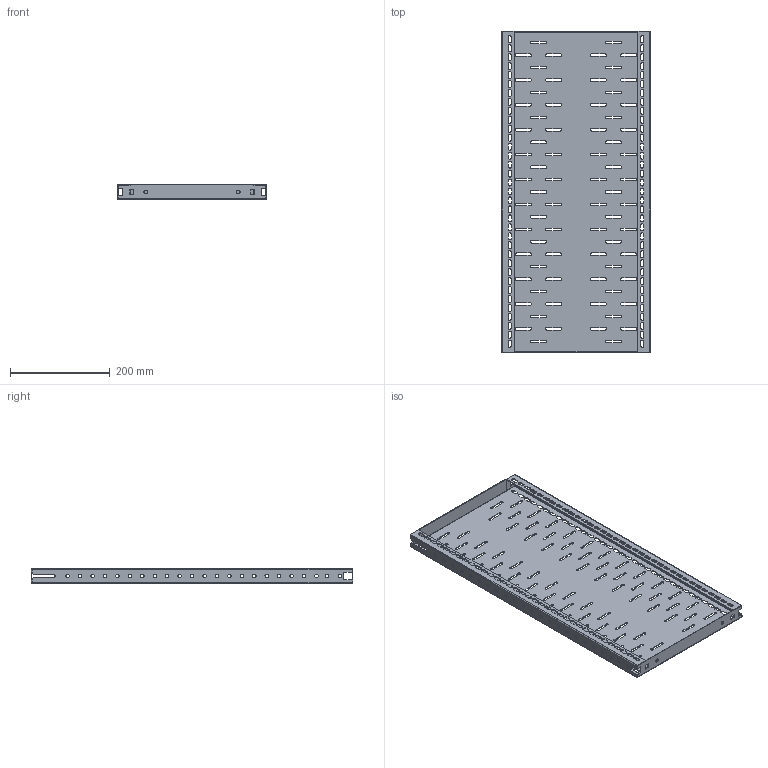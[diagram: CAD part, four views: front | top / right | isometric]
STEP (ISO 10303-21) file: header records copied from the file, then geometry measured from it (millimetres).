
FILE_DESCRIPTION (( 'STEP AP203' ), '1' );
FILE_NAME ('QB09C691.step', '2014-09-29T06:56:08', ( '' ), ( '' ), 'SwSTEP 2.0', 'SolidWorks 2014', '' );
FILE_SCHEMA (( 'CONFIG_CONTROL_DESIGN' ));
Length unit declared in the file: millimetre
Products named in the file (1): QB09C691
Bounding box: 299 x 646.5 x 30 mm (x, y, z)
Volume: 370926 mm3; surface area: 515841.6 mm2
Topology: 1 solids, 1 shells, 1152 faces, 3390 edges, 2236 vertices
Faces by surface type: cylinder 622, plane 518, bspline 12
Entity records: 40261 total; most frequent: CARTESIAN_POINT 7381, DIRECTION 6850, ORIENTED_EDGE 6780, EDGE_CURVE 3390, AXIS2_PLACEMENT_3D 2361, VERTEX_POINT 2236, LINE 2128, VECTOR 2128
